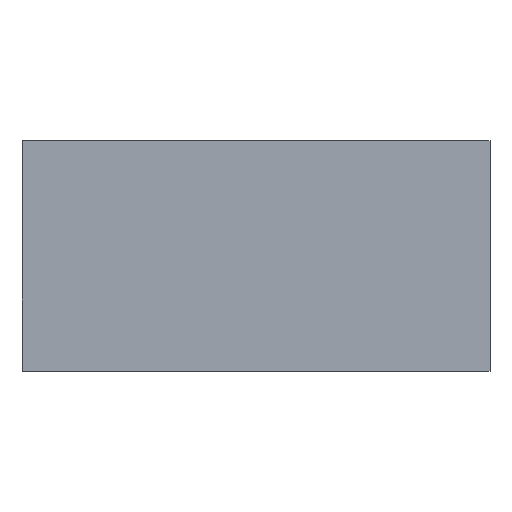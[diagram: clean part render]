
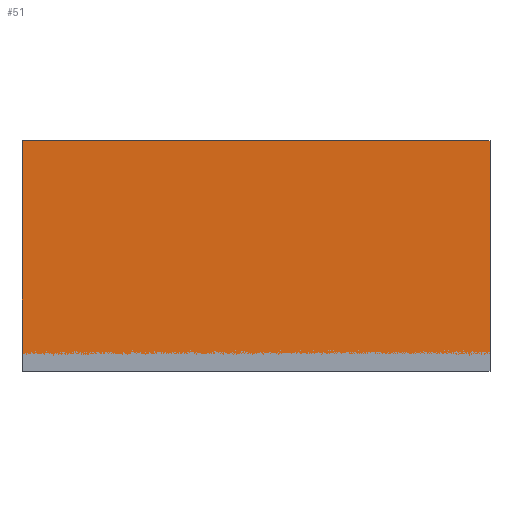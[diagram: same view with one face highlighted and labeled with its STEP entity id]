
A CAD part, top view. The second image highlights one B-rep face of the part: STEP entity #51.
In plain terms, the highlighted face is planar.
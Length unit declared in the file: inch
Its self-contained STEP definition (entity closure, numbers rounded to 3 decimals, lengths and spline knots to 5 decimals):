
#15 = DIRECTION ( 'NONE',  ( 1., 0., 0. ) ) ;
#42 = VECTOR ( 'NONE', #172, 39.37008 ) ;
#51 = ADVANCED_FACE ( 'NONE', ( #120 ), #233, .F. ) ;
#93 = EDGE_LOOP ( 'NONE', ( #301, #1031, #154, #1348 ) ) ;
#118 = DIRECTION ( 'NONE',  ( 0., 0., 1. ) ) ;
#120 = FACE_OUTER_BOUND ( 'NONE', #93, .T. ) ;
#154 = ORIENTED_EDGE ( 'NONE', *, *, #768, .F. ) ;
#172 = DIRECTION ( 'NONE',  ( 0., 1., 0. ) ) ;
#176 = EDGE_CURVE ( 'NONE', #933, #985, #1057, .T. ) ;
#183 = CARTESIAN_POINT ( 'NONE',  ( 76.0396, -26.47525, 0. ) ) ;
#233 = PLANE ( 'NONE',  #477 ) ;
#263 = CARTESIAN_POINT ( 'NONE',  ( 76.0396, 32.52475, 0. ) ) ;
#301 = ORIENTED_EDGE ( 'NONE', *, *, #519, .F. ) ;
#415 = DIRECTION ( 'NONE',  ( 0., -1., 0. ) ) ;
#477 = AXIS2_PLACEMENT_3D ( 'NONE', #732, #118, #15 ) ;
#519 = EDGE_CURVE ( 'NONE', #883, #933, #1168, .T. ) ;
#577 = VECTOR ( 'NONE', #415, 39.37008 ) ;
#600 = DIRECTION ( 'NONE',  ( 1., 0., 0. ) ) ;
#684 = VECTOR ( 'NONE', #1167, 39.37008 ) ;
#732 = CARTESIAN_POINT ( 'NONE',  ( 0., 0., 0. ) ) ;
#768 = EDGE_CURVE ( 'NONE', #985, #1380, #1487, .T. ) ;
#772 = CARTESIAN_POINT ( 'NONE',  ( -43.9604, -26.47525, 0. ) ) ;
#798 = CARTESIAN_POINT ( 'NONE',  ( -43.9604, 32.52475, 0. ) ) ;
#883 = VERTEX_POINT ( 'NONE', #1059 ) ;
#933 = VERTEX_POINT ( 'NONE', #772 ) ;
#985 = VERTEX_POINT ( 'NONE', #183 ) ;
#1031 = ORIENTED_EDGE ( 'NONE', *, *, #1381, .F. ) ;
#1057 = LINE ( 'NONE', #1118, #1545 ) ;
#1059 = CARTESIAN_POINT ( 'NONE',  ( -43.9604, 32.52475, 0. ) ) ;
#1118 = CARTESIAN_POINT ( 'NONE',  ( -43.9604, -26.47525, 0. ) ) ;
#1167 = DIRECTION ( 'NONE',  ( -1., 0., 0. ) ) ;
#1168 = LINE ( 'NONE', #1279, #577 ) ;
#1175 = CARTESIAN_POINT ( 'NONE',  ( 76.0396, 32.52475, 0. ) ) ;
#1279 = CARTESIAN_POINT ( 'NONE',  ( -43.9604, 32.52475, 0. ) ) ;
#1348 = ORIENTED_EDGE ( 'NONE', *, *, #176, .F. ) ;
#1380 = VERTEX_POINT ( 'NONE', #1175 ) ;
#1381 = EDGE_CURVE ( 'NONE', #1380, #883, #1503, .T. ) ;
#1487 = LINE ( 'NONE', #263, #42 ) ;
#1503 = LINE ( 'NONE', #798, #684 ) ;
#1545 = VECTOR ( 'NONE', #600, 39.37008 ) ;
